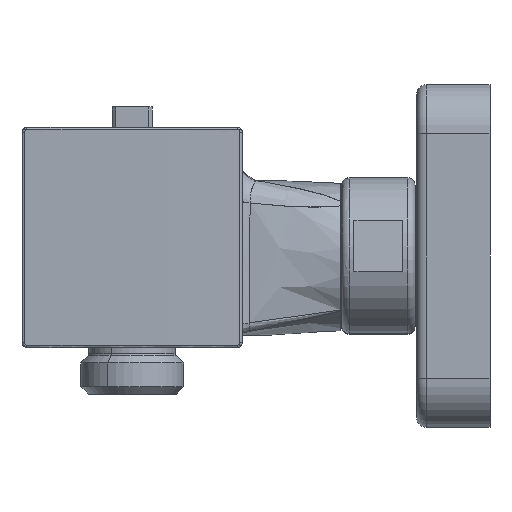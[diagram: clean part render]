
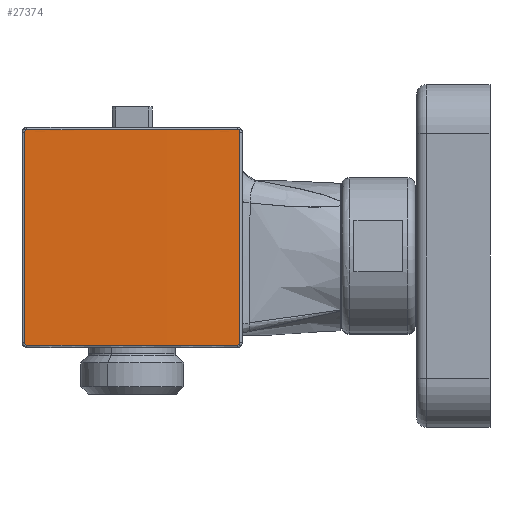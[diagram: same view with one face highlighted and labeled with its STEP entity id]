
A CAD part, front view. The second image highlights one B-rep face of the part: STEP entity #27374.
In plain terms, the highlighted cylindrical face has radius 1500 mm (diameter 3000 mm), a partial arc.
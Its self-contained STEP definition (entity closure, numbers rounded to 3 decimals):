
#27255=CARTESIAN_POINT('Axis2P3D Location',(0.,1354.696,0.)) ;
#27261=CARTESIAN_POINT('Control Point',(21.861,-145.145,21.854)) ;
#27262=CARTESIAN_POINT('Control Point',(21.951,-145.144,21.763)) ;
#27263=CARTESIAN_POINT('Control Point',(22.007,-145.143,21.628)) ;
#27264=CARTESIAN_POINT('Control Point',(22.007,-145.143,21.5)) ;
#27265=CARTESIAN_POINT('Vertex',(22.007,-145.143,21.5)) ;
#27267=CARTESIAN_POINT('Vertex',(21.861,-145.145,21.854)) ;
#27271=CARTESIAN_POINT('Control Point',(21.507,-145.15,22.)) ;
#27272=CARTESIAN_POINT('Control Point',(21.635,-145.148,22.)) ;
#27273=CARTESIAN_POINT('Control Point',(21.77,-145.146,21.944)) ;
#27274=CARTESIAN_POINT('Control Point',(21.861,-145.145,21.854)) ;
#27275=CARTESIAN_POINT('Vertex',(21.507,-145.15,22.)) ;
#27278=CARTESIAN_POINT('Axis2P3D Location',(0.,1354.696,22.)) ;
#27282=CARTESIAN_POINT('Vertex',(0.,-145.304,22.)) ;
#27285=CARTESIAN_POINT('Axis2P3D Location',(0.,1354.696,22.)) ;
#27289=CARTESIAN_POINT('Vertex',(-21.507,-145.15,22.)) ;
#27293=CARTESIAN_POINT('Control Point',(-21.861,-145.145,21.854)) ;
#27294=CARTESIAN_POINT('Control Point',(-21.77,-145.146,21.944)) ;
#27295=CARTESIAN_POINT('Control Point',(-21.635,-145.148,22.)) ;
#27296=CARTESIAN_POINT('Control Point',(-21.507,-145.15,22.)) ;
#27297=CARTESIAN_POINT('Vertex',(-21.861,-145.145,21.854)) ;
#27301=CARTESIAN_POINT('Control Point',(-22.007,-145.143,21.5)) ;
#27302=CARTESIAN_POINT('Control Point',(-22.007,-145.143,21.628)) ;
#27303=CARTESIAN_POINT('Control Point',(-21.951,-145.144,21.763)) ;
#27304=CARTESIAN_POINT('Control Point',(-21.861,-145.145,21.854)) ;
#27305=CARTESIAN_POINT('Vertex',(-22.007,-145.143,21.5)) ;
#27308=CARTESIAN_POINT('Line Origine',(-22.007,-145.143,0.)) ;
#27312=CARTESIAN_POINT('Vertex',(-22.007,-145.143,-21.5)) ;
#27316=CARTESIAN_POINT('Control Point',(-21.861,-145.145,-21.854)) ;
#27317=CARTESIAN_POINT('Control Point',(-21.951,-145.144,-21.763)) ;
#27318=CARTESIAN_POINT('Control Point',(-22.007,-145.143,-21.628)) ;
#27319=CARTESIAN_POINT('Control Point',(-22.007,-145.143,-21.5)) ;
#27320=CARTESIAN_POINT('Vertex',(-21.861,-145.145,-21.854)) ;
#27324=CARTESIAN_POINT('Control Point',(-21.507,-145.15,-22.)) ;
#27325=CARTESIAN_POINT('Control Point',(-21.635,-145.148,-22.)) ;
#27326=CARTESIAN_POINT('Control Point',(-21.77,-145.146,-21.944)) ;
#27327=CARTESIAN_POINT('Control Point',(-21.861,-145.145,-21.854)) ;
#27328=CARTESIAN_POINT('Vertex',(-21.507,-145.15,-22.)) ;
#27331=CARTESIAN_POINT('Axis2P3D Location',(0.,1354.696,-22.)) ;
#27335=CARTESIAN_POINT('Vertex',(21.507,-145.15,-22.)) ;
#27339=CARTESIAN_POINT('Control Point',(21.861,-145.145,-21.854)) ;
#27340=CARTESIAN_POINT('Control Point',(21.77,-145.146,-21.944)) ;
#27341=CARTESIAN_POINT('Control Point',(21.635,-145.148,-22.)) ;
#27342=CARTESIAN_POINT('Control Point',(21.507,-145.15,-22.)) ;
#27343=CARTESIAN_POINT('Vertex',(21.861,-145.145,-21.854)) ;
#27347=CARTESIAN_POINT('Control Point',(22.007,-145.143,-21.5)) ;
#27348=CARTESIAN_POINT('Control Point',(22.007,-145.143,-21.628)) ;
#27349=CARTESIAN_POINT('Control Point',(21.951,-145.144,-21.763)) ;
#27350=CARTESIAN_POINT('Control Point',(21.861,-145.145,-21.854)) ;
#27351=CARTESIAN_POINT('Vertex',(22.007,-145.143,-21.5)) ;
#27354=CARTESIAN_POINT('Line Origine',(22.007,-145.143,0.)) ;
#27310=VECTOR('Line Direction',#27309,1.) ;
#27356=VECTOR('Line Direction',#27355,1.) ;
#27256=DIRECTION('Axis2P3D Direction',(0.,0.,-1.)) ;
#27257=DIRECTION('Axis2P3D XDirection',(0.031,-1.,0.)) ;
#27279=DIRECTION('Axis2P3D Direction',(0.,0.,-1.)) ;
#27286=DIRECTION('Axis2P3D Direction',(0.,0.,-1.)) ;
#27309=DIRECTION('Vector Direction',(0.,0.,-1.)) ;
#27332=DIRECTION('Axis2P3D Direction',(0.,0.,-1.)) ;
#27355=DIRECTION('Vector Direction',(0.,0.,-1.)) ;
#27258=AXIS2_PLACEMENT_3D('Cylinder Axis2P3D',#27255,#27256,#27257) ;
#27280=AXIS2_PLACEMENT_3D('Circle Axis2P3D',#27278,#27279,$) ;
#27287=AXIS2_PLACEMENT_3D('Circle Axis2P3D',#27285,#27286,$) ;
#27333=AXIS2_PLACEMENT_3D('Circle Axis2P3D',#27331,#27332,$) ;
#27311=LINE('Line',#27308,#27310) ;
#27357=LINE('Line',#27354,#27356) ;
#27281=CIRCLE('generated circle',#27280,1500.) ;
#27288=CIRCLE('generated circle',#27287,1500.) ;
#27334=CIRCLE('generated circle',#27333,1500.) ;
#27259=CYLINDRICAL_SURFACE('generated cylinder',#27258,1500.) ;
#27269=EDGE_CURVE('',#27266,#27268,#27260,.F.) ;
#27277=EDGE_CURVE('',#27268,#27276,#27270,.F.) ;
#27284=EDGE_CURVE('',#27276,#27283,#27281,.T.) ;
#27291=EDGE_CURVE('',#27283,#27290,#27288,.T.) ;
#27299=EDGE_CURVE('',#27290,#27298,#27292,.F.) ;
#27307=EDGE_CURVE('',#27298,#27306,#27300,.F.) ;
#27314=EDGE_CURVE('',#27306,#27313,#27311,.T.) ;
#27322=EDGE_CURVE('',#27313,#27321,#27315,.F.) ;
#27330=EDGE_CURVE('',#27321,#27329,#27323,.F.) ;
#27337=EDGE_CURVE('',#27329,#27336,#27334,.F.) ;
#27345=EDGE_CURVE('',#27336,#27344,#27338,.F.) ;
#27353=EDGE_CURVE('',#27344,#27352,#27346,.F.) ;
#27358=EDGE_CURVE('',#27352,#27266,#27357,.F.) ;
#27360=ORIENTED_EDGE('',*,*,#27269,.T.) ;
#27361=ORIENTED_EDGE('',*,*,#27277,.T.) ;
#27362=ORIENTED_EDGE('',*,*,#27284,.T.) ;
#27363=ORIENTED_EDGE('',*,*,#27291,.T.) ;
#27364=ORIENTED_EDGE('',*,*,#27299,.T.) ;
#27365=ORIENTED_EDGE('',*,*,#27307,.T.) ;
#27366=ORIENTED_EDGE('',*,*,#27314,.T.) ;
#27367=ORIENTED_EDGE('',*,*,#27322,.T.) ;
#27368=ORIENTED_EDGE('',*,*,#27330,.T.) ;
#27369=ORIENTED_EDGE('',*,*,#27337,.T.) ;
#27370=ORIENTED_EDGE('',*,*,#27345,.T.) ;
#27371=ORIENTED_EDGE('',*,*,#27353,.T.) ;
#27372=ORIENTED_EDGE('',*,*,#27358,.T.) ;
#27359=EDGE_LOOP('',(#27360,#27361,#27362,#27363,#27364,#27365,#27366,#27367,#27368,#27369,#27370,#27371,#27372)) ;
#27266=VERTEX_POINT('',#27265) ;
#27268=VERTEX_POINT('',#27267) ;
#27276=VERTEX_POINT('',#27275) ;
#27283=VERTEX_POINT('',#27282) ;
#27290=VERTEX_POINT('',#27289) ;
#27298=VERTEX_POINT('',#27297) ;
#27306=VERTEX_POINT('',#27305) ;
#27313=VERTEX_POINT('',#27312) ;
#27321=VERTEX_POINT('',#27320) ;
#27329=VERTEX_POINT('',#27328) ;
#27336=VERTEX_POINT('',#27335) ;
#27344=VERTEX_POINT('',#27343) ;
#27352=VERTEX_POINT('',#27351) ;
#27374=ADVANCED_FACE('Superficie.974',(#27373),#27259,.T.) ;
#27260=B_SPLINE_CURVE_WITH_KNOTS('',3,(#27261,#27262,#27263,#27264),.UNSPECIFIED.,.F.,.U.,(4,4),(0.,0.555),.UNSPECIFIED.) ;
#27270=B_SPLINE_CURVE_WITH_KNOTS('',3,(#27271,#27272,#27273,#27274),.UNSPECIFIED.,.F.,.U.,(4,4),(0.,0.559),.UNSPECIFIED.) ;
#27292=B_SPLINE_CURVE_WITH_KNOTS('',3,(#27293,#27294,#27295,#27296),.UNSPECIFIED.,.F.,.U.,(4,4),(0.,0.559),.UNSPECIFIED.) ;
#27300=B_SPLINE_CURVE_WITH_KNOTS('',3,(#27301,#27302,#27303,#27304),.UNSPECIFIED.,.F.,.U.,(4,4),(0.,0.555),.UNSPECIFIED.) ;
#27315=B_SPLINE_CURVE_WITH_KNOTS('',3,(#27316,#27317,#27318,#27319),.UNSPECIFIED.,.F.,.U.,(4,4),(0.,0.559),.UNSPECIFIED.) ;
#27323=B_SPLINE_CURVE_WITH_KNOTS('',3,(#27324,#27325,#27326,#27327),.UNSPECIFIED.,.F.,.U.,(4,4),(0.,0.555),.UNSPECIFIED.) ;
#27338=B_SPLINE_CURVE_WITH_KNOTS('',3,(#27339,#27340,#27341,#27342),.UNSPECIFIED.,.F.,.U.,(4,4),(0.,0.559),.UNSPECIFIED.) ;
#27346=B_SPLINE_CURVE_WITH_KNOTS('',3,(#27347,#27348,#27349,#27350),.UNSPECIFIED.,.F.,.U.,(4,4),(0.,0.559),.UNSPECIFIED.) ;
#27373=FACE_OUTER_BOUND('',#27359,.T.) ;
